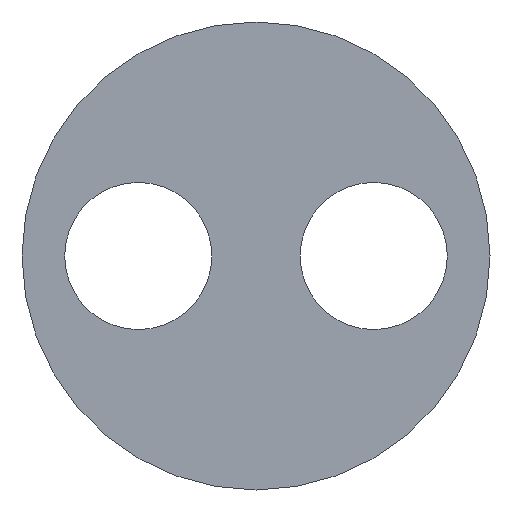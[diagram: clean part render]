
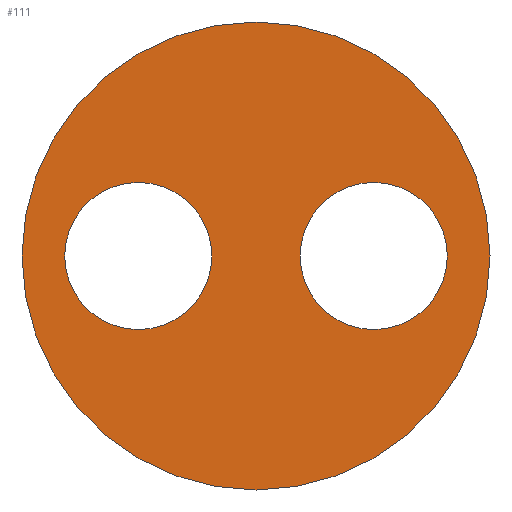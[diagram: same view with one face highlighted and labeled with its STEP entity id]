
A CAD part, left-side view. The second image highlights one B-rep face of the part: STEP entity #111.
In plain terms, the highlighted planar face has unit normal (-1, 0, 0).
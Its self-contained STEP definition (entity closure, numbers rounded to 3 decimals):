
#111 = ADVANCED_FACE( '', ( #224, #225, #226 ), #227, .F. );
#224 = FACE_BOUND( '', #333, .T. );
#225 = FACE_BOUND( '', #334, .T. );
#226 = FACE_OUTER_BOUND( '', #335, .T. );
#227 = PLANE( '', #336 );
#333 = EDGE_LOOP( '', ( #583 ) );
#334 = EDGE_LOOP( '', ( #584 ) );
#335 = EDGE_LOOP( '', ( #585 ) );
#336 = AXIS2_PLACEMENT_3D( '', #586, #587, #588 );
#583 = ORIENTED_EDGE( '', *, *, #656, .T. );
#584 = ORIENTED_EDGE( '', *, *, #704, .T. );
#585 = ORIENTED_EDGE( '', *, *, #694, .F. );
#586 = CARTESIAN_POINT( '', ( 0., 0., 0. ) );
#587 = DIRECTION( '', ( 1., 0., 0. ) );
#588 = DIRECTION( '', ( 0., 0., -1. ) );
#656 = EDGE_CURVE( '', #788, #788, #789, .T. );
#694 = EDGE_CURVE( '', #845, #845, #846, .T. );
#704 = EDGE_CURVE( '', #860, #860, #861, .T. );
#788 = VERTEX_POINT( '', #968 );
#789 = CIRCLE( '', #969, 2.5 );
#845 = VERTEX_POINT( '', #1046 );
#846 = CIRCLE( '', #1047, 7.95 );
#860 = VERTEX_POINT( '', #1065 );
#861 = CIRCLE( '', #1066, 2.5 );
#968 = CARTESIAN_POINT( '', ( 0., -4., -2.5 ) );
#969 = AXIS2_PLACEMENT_3D( '', #1150, #1151, #1152 );
#1046 = CARTESIAN_POINT( '', ( 0., 0., -7.95 ) );
#1047 = AXIS2_PLACEMENT_3D( '', #1192, #1193, #1194 );
#1065 = CARTESIAN_POINT( '', ( 0., 4., -2.5 ) );
#1066 = AXIS2_PLACEMENT_3D( '', #1205, #1206, #1207 );
#1150 = CARTESIAN_POINT( '', ( 0., -4., 0. ) );
#1151 = DIRECTION( '', ( 1., 0., 0. ) );
#1152 = DIRECTION( '', ( 0., 0., -1. ) );
#1192 = CARTESIAN_POINT( '', ( 0., 0., 0. ) );
#1193 = DIRECTION( '', ( 1., 0., 0. ) );
#1194 = DIRECTION( '', ( 0., 0., -1. ) );
#1205 = CARTESIAN_POINT( '', ( 0., 4., 0. ) );
#1206 = DIRECTION( '', ( 1., 0., 0. ) );
#1207 = DIRECTION( '', ( 0., 0., -1. ) );
